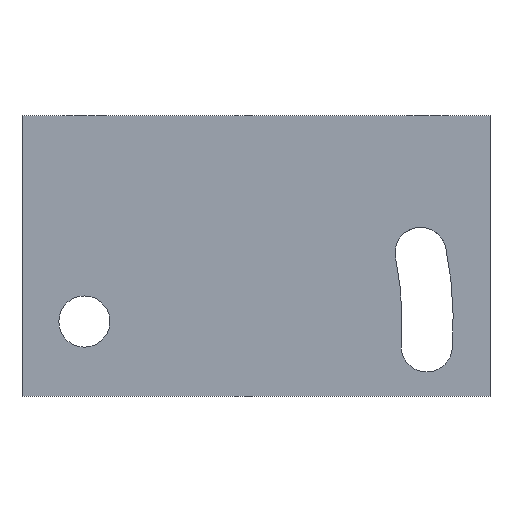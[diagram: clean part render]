
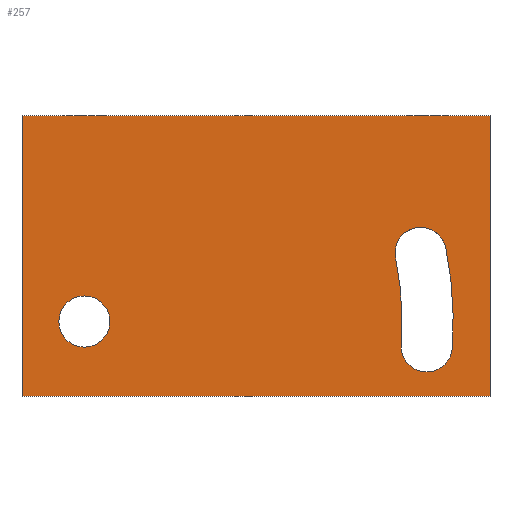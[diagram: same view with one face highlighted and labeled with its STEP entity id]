
A CAD part, front view. The second image highlights one B-rep face of the part: STEP entity #257.
In plain terms, the highlighted planar face has unit normal (0, -1, 0).
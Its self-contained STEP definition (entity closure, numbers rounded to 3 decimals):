
#16=PLANE('',#294);
#27=FACE_BOUND('',#65,.T.);
#28=FACE_BOUND('',#66,.T.);
#45=FACE_OUTER_BOUND('',#64,.T.);
#64=EDGE_LOOP('',(#208,#209,#210,#211));
#65=EDGE_LOOP('',(#212,#213,#214,#215));
#66=EDGE_LOOP('',(#216));
#82=LINE('',#472,#98);
#83=LINE('',#475,#99);
#84=LINE('',#477,#100);
#85=LINE('',#478,#101);
#98=VECTOR('',#356,10.);
#99=VECTOR('',#359,10.);
#100=VECTOR('',#360,10.);
#101=VECTOR('',#361,10.);
#107=CIRCLE('',#271,59.1);
#109=CIRCLE('',#274,4.1);
#111=CIRCLE('',#277,4.1);
#113=CIRCLE('',#280,50.9);
#119=CIRCLE('',#291,4.1);
#121=VERTEX_POINT('',#377);
#122=VERTEX_POINT('',#378);
#125=VERTEX_POINT('',#386);
#129=VERTEX_POINT('',#440);
#134=VERTEX_POINT('',#460);
#137=VERTEX_POINT('',#466);
#139=VERTEX_POINT('',#470);
#140=VERTEX_POINT('',#474);
#141=VERTEX_POINT('',#476);
#144=EDGE_CURVE('',#121,#122,#107,.T.);
#148=EDGE_CURVE('',#125,#121,#109,.T.);
#153=EDGE_CURVE('',#122,#129,#111,.T.);
#156=EDGE_CURVE('',#129,#125,#113,.T.);
#162=EDGE_CURVE('',#134,#134,#119,.T.);
#167=EDGE_CURVE('',#137,#139,#82,.T.);
#168=EDGE_CURVE('',#137,#140,#83,.T.);
#169=EDGE_CURVE('',#141,#139,#84,.T.);
#170=EDGE_CURVE('',#140,#141,#85,.T.);
#208=ORIENTED_EDGE('',*,*,#168,.F.);
#209=ORIENTED_EDGE('',*,*,#167,.T.);
#210=ORIENTED_EDGE('',*,*,#169,.F.);
#211=ORIENTED_EDGE('',*,*,#170,.F.);
#212=ORIENTED_EDGE('',*,*,#153,.T.);
#213=ORIENTED_EDGE('',*,*,#156,.T.);
#214=ORIENTED_EDGE('',*,*,#148,.T.);
#215=ORIENTED_EDGE('',*,*,#144,.T.);
#216=ORIENTED_EDGE('',*,*,#162,.T.);
#257=ADVANCED_FACE('',(#45,#27,#28),#16,.T.);
#271=AXIS2_PLACEMENT_3D('',#379,#303,#304);
#274=AXIS2_PLACEMENT_3D('',#387,#311,#312);
#277=AXIS2_PLACEMENT_3D('',#441,#318,#319);
#280=AXIS2_PLACEMENT_3D('',#446,#325,#326);
#291=AXIS2_PLACEMENT_3D('',#461,#347,#348);
#294=AXIS2_PLACEMENT_3D('',#473,#357,#358);
#303=DIRECTION('center_axis',(0.,1.,0.));
#304=DIRECTION('ref_axis',(0.98,0.,0.2));
#311=DIRECTION('center_axis',(0.,1.,0.));
#312=DIRECTION('ref_axis',(-0.98,0.,-0.2));
#318=DIRECTION('center_axis',(0.,1.,0.));
#319=DIRECTION('ref_axis',(0.997,0.,-0.073));
#325=DIRECTION('center_axis',(0.,-1.,0.));
#326=DIRECTION('ref_axis',(-0.98,0.,-0.2));
#347=DIRECTION('center_axis',(0.,1.,0.));
#348=DIRECTION('ref_axis',(1.,0.,0.));
#356=DIRECTION('',(0.,0.,1.));
#357=DIRECTION('center_axis',(0.,-1.,0.));
#358=DIRECTION('ref_axis',(1.,0.,0.));
#359=DIRECTION('',(-1.,0.,0.));
#360=DIRECTION('',(1.,0.,0.));
#361=DIRECTION('',(0.,0.,1.));
#377=CARTESIAN_POINT('',(30.406,-8.,23.82));
#378=CARTESIAN_POINT('',(31.443,-8.,7.702));
#379=CARTESIAN_POINT('Origin',(-27.5,-8.,12.));
#386=CARTESIAN_POINT('',(22.372,-8.,22.18));
#387=CARTESIAN_POINT('Origin',(26.389,-8.,23.));
#440=CARTESIAN_POINT('',(23.265,-8.,8.298));
#441=CARTESIAN_POINT('Origin',(27.354,-8.,8.));
#446=CARTESIAN_POINT('Origin',(-27.5,-8.,12.));
#460=CARTESIAN_POINT('',(-31.6,-8.,12.));
#461=CARTESIAN_POINT('Origin',(-27.5,-8.,12.));
#466=CARTESIAN_POINT('',(37.5,-8.,0.));
#470=CARTESIAN_POINT('',(37.5,-8.,45.));
#472=CARTESIAN_POINT('',(37.5,-8.,0.));
#473=CARTESIAN_POINT('Origin',(-37.5,-8.,0.));
#474=CARTESIAN_POINT('',(-37.5,-8.,0.));
#475=CARTESIAN_POINT('',(37.5,-8.,0.));
#476=CARTESIAN_POINT('',(-37.5,-8.,45.));
#477=CARTESIAN_POINT('',(37.5,-8.,45.));
#478=CARTESIAN_POINT('',(-37.5,-8.,0.));
